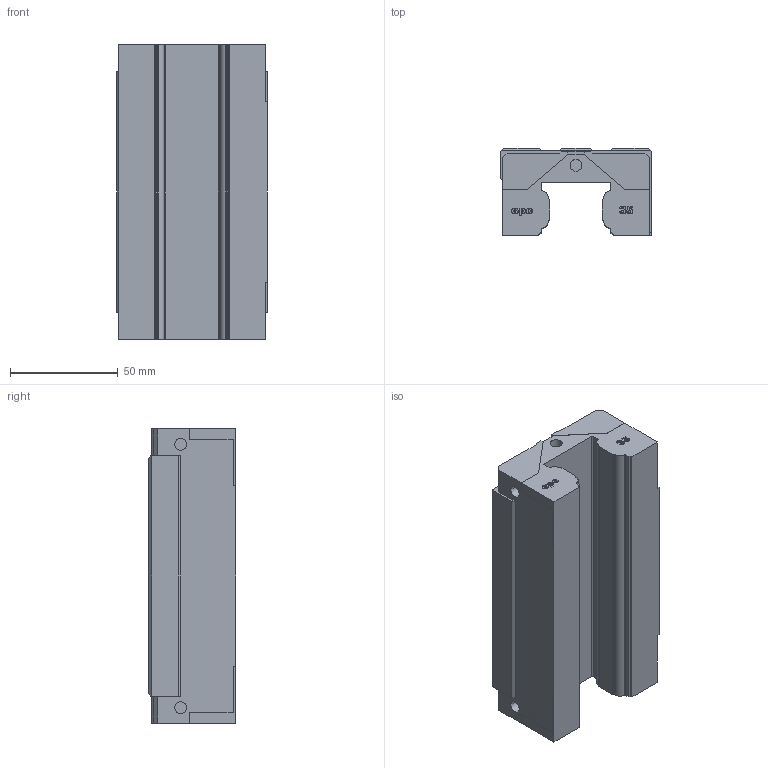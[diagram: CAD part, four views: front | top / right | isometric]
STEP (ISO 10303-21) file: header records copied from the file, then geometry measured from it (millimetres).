
FILE_DESCRIPTION (( 'STEP AP214' ), '1' );
FILE_NAME ('ARC35ML-block.STEP', '2013-03-11T09:46:36', ( 'CPC' ), ( '' ), 'SwSTEP 2.0', 'SolidWorks 2010', '' );
FILE_SCHEMA (( 'AUTOMOTIVE_DESIGN' ));
Length unit declared in the file: millimetre
Products named in the file (1): ARC35ML-block
Bounding box: 70 x 40.5 x 136.6 mm (x, y, z)
Volume: 278762.6 mm3; surface area: 43877.5 mm2
Topology: 1 solids, 1 shells, 338 faces, 914 edges, 600 vertices
Faces by surface type: plane 154, bspline 106, cylinder 62, cone 16
Entity records: 19149 total; most frequent: CARTESIAN_POINT 10563, ORIENTED_EDGE 1812, DIRECTION 1292, EDGE_CURVE 906, VERTEX_POINT 600, VECTOR 562, LINE 562, EDGE_LOOP 368
